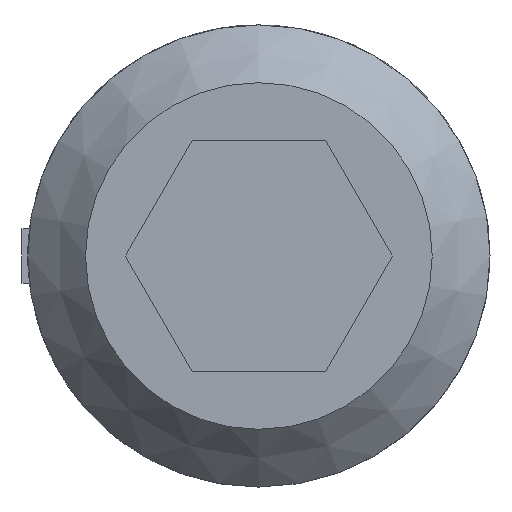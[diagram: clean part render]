
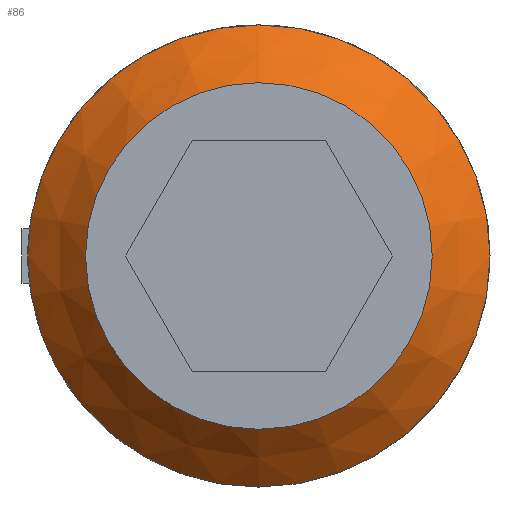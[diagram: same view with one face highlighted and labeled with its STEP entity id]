
A CAD part, left-side view. The second image highlights one B-rep face of the part: STEP entity #86.
In plain terms, the highlighted conical face has half-angle 45 degrees and reference radius 3 mm.
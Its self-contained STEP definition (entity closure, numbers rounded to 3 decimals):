
#86 = ADVANCED_FACE( '', ( #183, #184 ), #185, .T. );
#183 = FACE_OUTER_BOUND( '', #288, .T. );
#184 = FACE_BOUND( '', #289, .T. );
#185 = CONICAL_SURFACE( '', #290, 3., 0.785 );
#288 = EDGE_LOOP( '', ( #466 ) );
#289 = EDGE_LOOP( '', ( #467 ) );
#290 = AXIS2_PLACEMENT_3D( '', #468, #469, #470 );
#466 = ORIENTED_EDGE( '', *, *, #644, .F. );
#467 = ORIENTED_EDGE( '', *, *, #646, .T. );
#468 = CARTESIAN_POINT( '', ( 0., 0., 0. ) );
#469 = DIRECTION( '', ( 1., 0., 0. ) );
#470 = DIRECTION( '', ( 0., 0., -1. ) );
#644 = EDGE_CURVE( '', #775, #775, #776, .T. );
#646 = EDGE_CURVE( '', #778, #778, #779, .T. );
#775 = VERTEX_POINT( '', #955 );
#776 = CIRCLE( '', #956, 4. );
#778 = VERTEX_POINT( '', #958 );
#779 = CIRCLE( '', #959, 3. );
#955 = CARTESIAN_POINT( '', ( 1., 0., -4. ) );
#956 = AXIS2_PLACEMENT_3D( '', #1063, #1064, #1065 );
#958 = CARTESIAN_POINT( '', ( 0., 0., -3. ) );
#959 = AXIS2_PLACEMENT_3D( '', #1066, #1067, #1068 );
#1063 = CARTESIAN_POINT( '', ( 1., 0., 0. ) );
#1064 = DIRECTION( '', ( 1., 0., 0. ) );
#1065 = DIRECTION( '', ( 0., 0., -1. ) );
#1066 = CARTESIAN_POINT( '', ( 0., 0., 0. ) );
#1067 = DIRECTION( '', ( 1., 0., 0. ) );
#1068 = DIRECTION( '', ( 0., 0., -1. ) );
